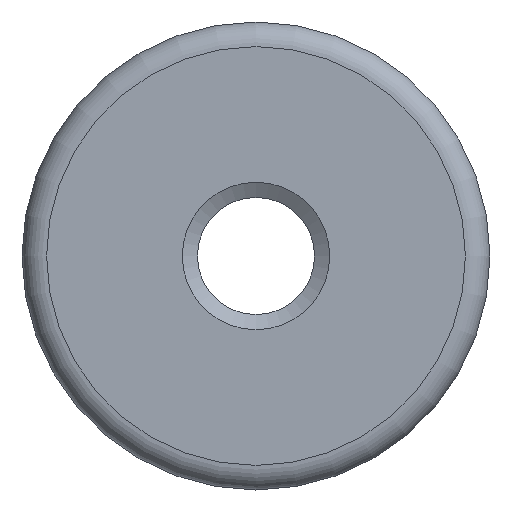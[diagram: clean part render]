
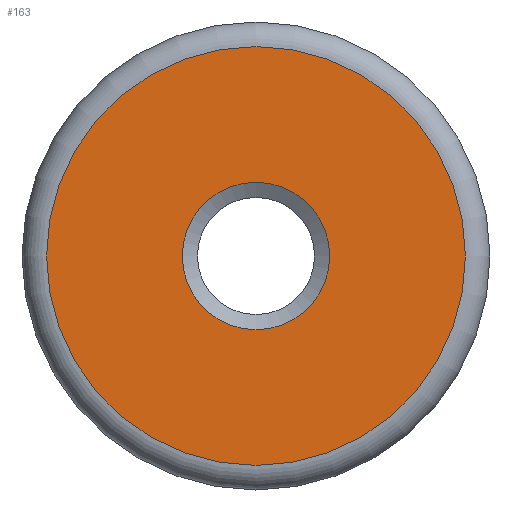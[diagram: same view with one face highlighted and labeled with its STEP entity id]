
A CAD part, left-side view. The second image highlights one B-rep face of the part: STEP entity #163.
In plain terms, the highlighted planar face has unit normal (-1, 0, 0).
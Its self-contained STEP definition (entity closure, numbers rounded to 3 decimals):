
#18=FACE_BOUND('',#53,.T.);
#20=PLANE('',#210);
#41=FACE_OUTER_BOUND('',#52,.T.);
#52=EDGE_LOOP('',(#141));
#53=EDGE_LOOP('',(#142));
#64=CIRCLE('',#202,3.);
#65=CIRCLE('',#204,8.525);
#80=VERTEX_POINT('',#300);
#81=VERTEX_POINT('',#304);
#97=EDGE_CURVE('',#80,#80,#64,.T.);
#99=EDGE_CURVE('',#81,#81,#65,.T.);
#141=ORIENTED_EDGE('',*,*,#99,.F.);
#142=ORIENTED_EDGE('',*,*,#97,.T.);
#163=ADVANCED_FACE('',(#41,#18),#20,.T.);
#202=AXIS2_PLACEMENT_3D('',#301,#246,#247);
#204=AXIS2_PLACEMENT_3D('',#305,#251,#252);
#210=AXIS2_PLACEMENT_3D('',#315,#264,#265);
#246=DIRECTION('center_axis',(1.,0.,0.));
#247=DIRECTION('ref_axis',(0.,0.,1.));
#251=DIRECTION('center_axis',(1.,0.,0.));
#252=DIRECTION('ref_axis',(0.,-1.,0.));
#264=DIRECTION('center_axis',(-1.,0.,0.));
#265=DIRECTION('ref_axis',(0.,0.,1.));
#300=CARTESIAN_POINT('',(-160.,0.,-3.));
#301=CARTESIAN_POINT('Origin',(-160.,0.,0.));
#304=CARTESIAN_POINT('',(-160.,0.,-8.525));
#305=CARTESIAN_POINT('Origin',(-160.,0.,0.));
#315=CARTESIAN_POINT('Origin',(-160.,0.,0.));
